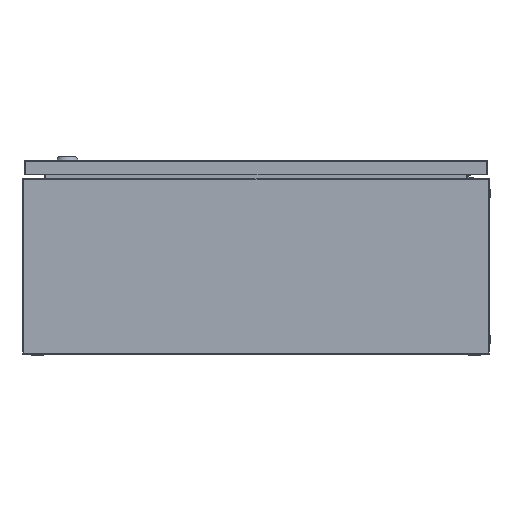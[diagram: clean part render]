
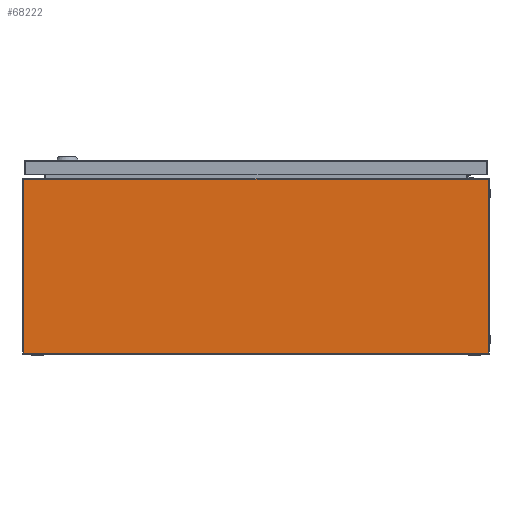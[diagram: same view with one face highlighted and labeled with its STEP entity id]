
A CAD part, front view. The second image highlights one B-rep face of the part: STEP entity #68222.
In plain terms, the highlighted planar face has unit normal (0, -1, 0).
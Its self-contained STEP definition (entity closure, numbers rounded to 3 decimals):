
#1653 = LINE ( 'NONE', #40639, #5247 ) ;
#1706 = DIRECTION ( 'NONE',  ( -1., 0., 0. ) ) ;
#4163 = EDGE_CURVE ( 'NONE', #69493, #48843, #55291, .T. ) ;
#5247 = VECTOR ( 'NONE', #8081, 1000. ) ;
#5365 = VECTOR ( 'NONE', #55129, 1000. ) ;
#8081 = DIRECTION ( 'NONE',  ( 1., 0., 0. ) ) ;
#8550 = CARTESIAN_POINT ( 'NONE',  ( 500., -200., 226. ) ) ;
#9690 = CARTESIAN_POINT ( 'NONE',  ( 498.4, -200., 226. ) ) ;
#11533 = VERTEX_POINT ( 'NONE', #17723 ) ;
#12710 = ORIENTED_EDGE ( 'NONE', *, *, #72600, .T. ) ;
#13121 = EDGE_LOOP ( 'NONE', ( #61390, #12710, #45923, #80071 ) ) ;
#15056 = DIRECTION ( 'NONE',  ( 0., 0., 1. ) ) ;
#17723 = CARTESIAN_POINT ( 'NONE',  ( -98.4, -200., 226. ) ) ;
#18687 = DIRECTION ( 'NONE',  ( 1., 0., 0. ) ) ;
#18768 = AXIS2_PLACEMENT_3D ( 'NONE', #8550, #79193, #1706 ) ;
#20565 = CARTESIAN_POINT ( 'NONE',  ( 498.4, -200., 1.6 ) ) ;
#22597 = CARTESIAN_POINT ( 'NONE',  ( -98.4, -200., -39.948 ) ) ;
#24585 = VERTEX_POINT ( 'NONE', #71445 ) ;
#39819 = FACE_OUTER_BOUND ( 'NONE', #13121, .T. ) ;
#40639 = CARTESIAN_POINT ( 'NONE',  ( -98.5, -200., 1.6 ) ) ;
#45923 = ORIENTED_EDGE ( 'NONE', *, *, #4163, .T. ) ;
#46193 = VECTOR ( 'NONE', #15056, 1000. ) ;
#48843 = VERTEX_POINT ( 'NONE', #9690 ) ;
#53577 = CARTESIAN_POINT ( 'NONE',  ( 498.4, -200., -39.948 ) ) ;
#55129 = DIRECTION ( 'NONE',  ( 0., 0., 1. ) ) ;
#55291 = LINE ( 'NONE', #53577, #46193 ) ;
#59104 = PLANE ( 'NONE',  #18768 ) ;
#61390 = ORIENTED_EDGE ( 'NONE', *, *, #81467, .F. ) ;
#68222 = ADVANCED_FACE ( 'NONE', ( #39819 ), #59104, .F. ) ;
#69374 = VECTOR ( 'NONE', #18687, 1000. ) ;
#69493 = VERTEX_POINT ( 'NONE', #20565 ) ;
#69663 = CARTESIAN_POINT ( 'NONE',  ( 500., -200., 226. ) ) ;
#71445 = CARTESIAN_POINT ( 'NONE',  ( -98.4, -200., 1.6 ) ) ;
#71646 = EDGE_CURVE ( 'NONE', #11533, #48843, #77320, .T. ) ;
#72600 = EDGE_CURVE ( 'NONE', #24585, #69493, #1653, .T. ) ;
#77320 = LINE ( 'NONE', #69663, #69374 ) ;
#79193 = DIRECTION ( 'NONE',  ( 0., 1., 0. ) ) ;
#80071 = ORIENTED_EDGE ( 'NONE', *, *, #71646, .F. ) ;
#81237 = LINE ( 'NONE', #22597, #5365 ) ;
#81467 = EDGE_CURVE ( 'NONE', #24585, #11533, #81237, .T. ) ;
